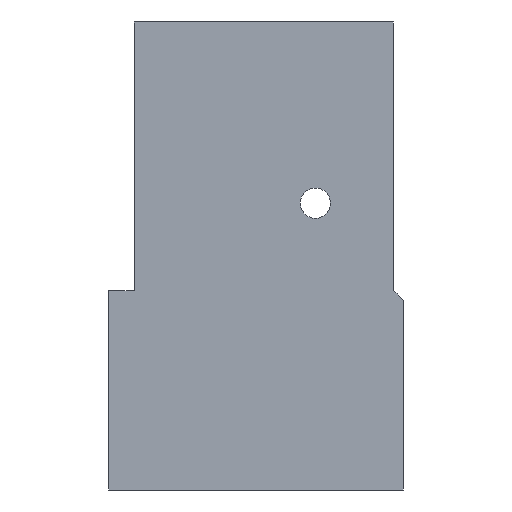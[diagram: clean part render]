
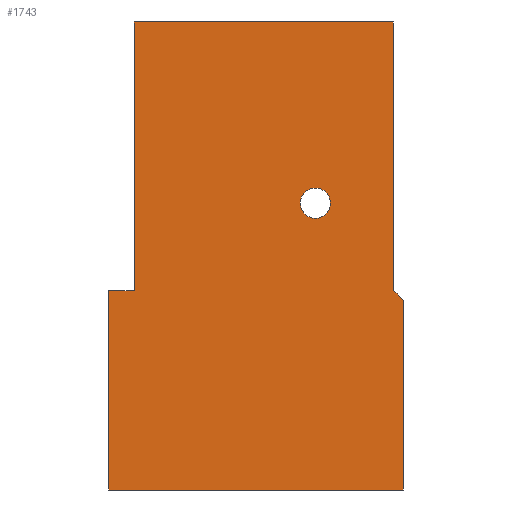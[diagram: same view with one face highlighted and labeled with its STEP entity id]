
A CAD part, left-side view. The second image highlights one B-rep face of the part: STEP entity #1743.
In plain terms, the highlighted face is planar.
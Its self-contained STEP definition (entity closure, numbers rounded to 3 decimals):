
#77=CIRCLE('',#1881,1.75);
#117=FACE_BOUND('',#273,.T.);
#163=FACE_OUTER_BOUND('',#272,.T.);
#272=EDGE_LOOP('',(#1324,#1325,#1326,#1327,#1328,#1329,#1330,#1331,#1332));
#273=EDGE_LOOP('',(#1333));
#390=LINE('',#2558,#585);
#420=LINE('',#2630,#615);
#435=LINE('',#2677,#630);
#437=LINE('',#2685,#632);
#438=LINE('',#2687,#633);
#445=LINE('',#2715,#640);
#446=LINE('',#2717,#641);
#447=LINE('',#2719,#642);
#448=LINE('',#2720,#643);
#585=VECTOR('',#2038,10.);
#615=VECTOR('',#2092,10.);
#630=VECTOR('',#2147,10.);
#632=VECTOR('',#2155,10.);
#633=VECTOR('',#2158,10.);
#640=VECTOR('',#2185,10.);
#641=VECTOR('',#2186,10.);
#642=VECTOR('',#2187,10.);
#643=VECTOR('',#2188,10.);
#776=VERTEX_POINT('',#2555);
#777=VERTEX_POINT('',#2557);
#806=VERTEX_POINT('',#2627);
#807=VERTEX_POINT('',#2629);
#819=VERTEX_POINT('',#2675);
#822=VERTEX_POINT('',#2683);
#833=VERTEX_POINT('',#2714);
#834=VERTEX_POINT('',#2716);
#835=VERTEX_POINT('',#2718);
#836=VERTEX_POINT('',#2721);
#944=EDGE_CURVE('',#776,#777,#390,.T.);
#981=EDGE_CURVE('',#806,#807,#420,.T.);
#1005=EDGE_CURVE('',#819,#806,#435,.T.);
#1009=EDGE_CURVE('',#822,#819,#437,.T.);
#1010=EDGE_CURVE('',#777,#822,#438,.T.);
#1023=EDGE_CURVE('',#833,#776,#445,.T.);
#1024=EDGE_CURVE('',#834,#833,#446,.T.);
#1025=EDGE_CURVE('',#835,#834,#447,.T.);
#1026=EDGE_CURVE('',#807,#835,#448,.T.);
#1027=EDGE_CURVE('',#836,#836,#77,.T.);
#1324=ORIENTED_EDGE('',*,*,#1023,.F.);
#1325=ORIENTED_EDGE('',*,*,#1024,.F.);
#1326=ORIENTED_EDGE('',*,*,#1025,.F.);
#1327=ORIENTED_EDGE('',*,*,#1026,.F.);
#1328=ORIENTED_EDGE('',*,*,#981,.F.);
#1329=ORIENTED_EDGE('',*,*,#1005,.F.);
#1330=ORIENTED_EDGE('',*,*,#1009,.F.);
#1331=ORIENTED_EDGE('',*,*,#1010,.F.);
#1332=ORIENTED_EDGE('',*,*,#944,.F.);
#1333=ORIENTED_EDGE('',*,*,#1027,.F.);
#1666=PLANE('',#1880);
#1743=ADVANCED_FACE('',(#163,#117),#1666,.F.);
#1880=AXIS2_PLACEMENT_3D('',#2713,#2183,#2184);
#1881=AXIS2_PLACEMENT_3D('',#2722,#2189,#2190);
#2038=DIRECTION('',(0.,-1.,0.));
#2092=DIRECTION('',(0.,1.,0.));
#2147=DIRECTION('',(0.,0.,1.));
#2155=DIRECTION('',(0.,1.,0.));
#2158=DIRECTION('',(0.,0.,1.));
#2183=DIRECTION('center_axis',(-1.,0.,0.));
#2184=DIRECTION('ref_axis',(0.,0.,-1.));
#2185=DIRECTION('',(0.,0.,-1.));
#2186=DIRECTION('',(0.,0.707,-0.707));
#2187=DIRECTION('',(0.,1.,0.));
#2188=DIRECTION('',(0.,0.,-1.));
#2189=DIRECTION('center_axis',(1.,0.,0.));
#2190=DIRECTION('ref_axis',(0.,-1.,0.));
#2555=CARTESIAN_POINT('',(59.4,7.,0.));
#2557=CARTESIAN_POINT('',(59.4,-27.,0.));
#2558=CARTESIAN_POINT('',(59.4,-14.025,0.));
#2627=CARTESIAN_POINT('',(59.4,-24.05,53.98));
#2629=CARTESIAN_POINT('',(59.4,5.85,53.98));
#2630=CARTESIAN_POINT('',(59.4,-16.6,53.98));
#2675=CARTESIAN_POINT('',(59.4,-24.05,22.98));
#2677=CARTESIAN_POINT('',(59.4,-24.05,0.));
#2683=CARTESIAN_POINT('',(59.4,-27.,22.98));
#2685=CARTESIAN_POINT('',(59.4,-17.025,22.98));
#2687=CARTESIAN_POINT('',(59.4,-27.,0.));
#2713=CARTESIAN_POINT('Origin',(59.4,-24.05,0.));
#2714=CARTESIAN_POINT('',(59.4,7.,21.88));
#2715=CARTESIAN_POINT('',(59.4,7.,0.));
#2716=CARTESIAN_POINT('',(59.4,5.9,22.98));
#2717=CARTESIAN_POINT('',(59.4,4.433,24.448));
#2718=CARTESIAN_POINT('',(59.4,5.85,22.98));
#2719=CARTESIAN_POINT('',(59.4,-17.025,22.98));
#2720=CARTESIAN_POINT('',(59.4,5.85,11.49));
#2721=CARTESIAN_POINT('',(59.4,-1.4,33.08));
#2722=CARTESIAN_POINT('Origin',(59.4,-3.15,33.08));
